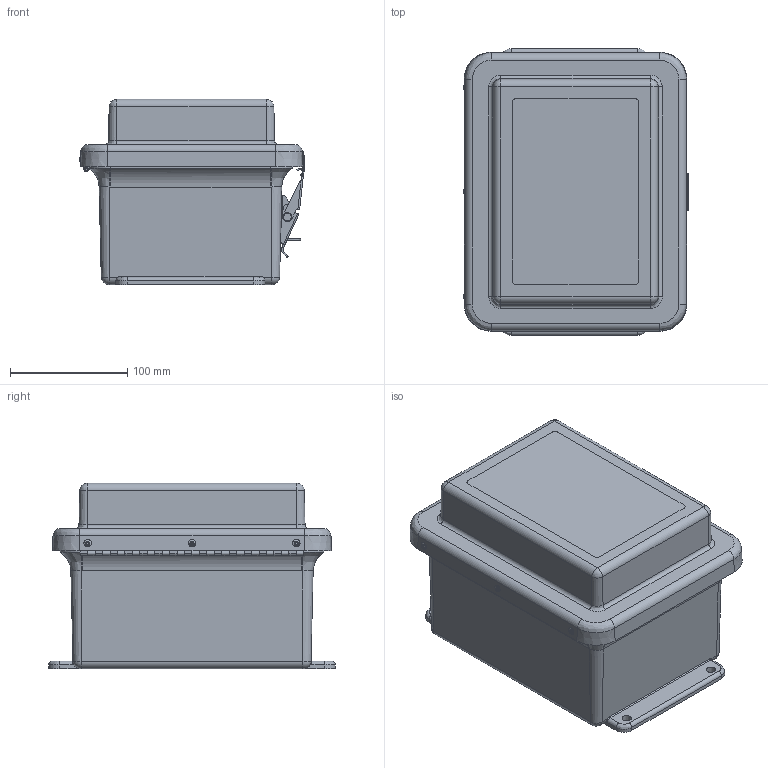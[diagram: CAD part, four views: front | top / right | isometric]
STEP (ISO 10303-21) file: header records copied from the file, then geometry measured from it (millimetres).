
FILE_DESCRIPTION (( 'STEP AP214' ), '1' );
FILE_NAME ('MRW806HPL.STEP', '2018-11-07T11:21:59', ( '' ), ( '' ), 'SwSTEP 2.0', 'SolidWorks 2018', '' );
FILE_SCHEMA (( 'AUTOMOTIVE_DESIGN' ));
Length unit declared in the file: inch
Products named in the file (1): MRW806HPL
Bounding box: 191.85 x 244.47 x 157.85 mm (x, y, z)
Volume: 866454.3 mm3; surface area: 459008.4 mm2
Topology: 26 solids, 26 shells, 772 faces, 1915 edges, 1224 vertices
Faces by surface type: plane 316, cylinder 304, bspline 92, cone 48, torus 12
Full cylindrical faces by diameter (mm): 2.159 x31, 2.64 x4, 3.048 x1, 3.175 x9, 3.302 x2, 3.327 x6, 3.429 x9, 3.556 x12, 3.861 x5, 3.962 x7, 4.306 x2, 5.537 x4, 6.35 x5, 6.858 x4, 7.62 x2, 9.525 x1
Entity records: 36906 total; most frequent: CARTESIAN_POINT 8806, DIRECTION 3549, ORIENTED_EDGE 3544, EDGE_CURVE 1772, AXIS2_PLACEMENT_3D 1315, VERTEX_POINT 1205, EDGE_LOOP 1069, LINE 919
